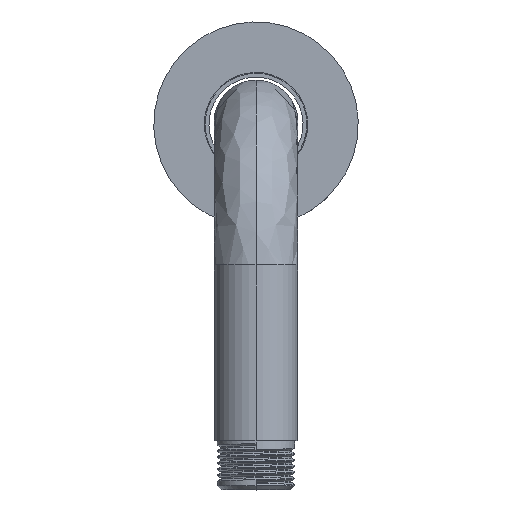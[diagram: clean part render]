
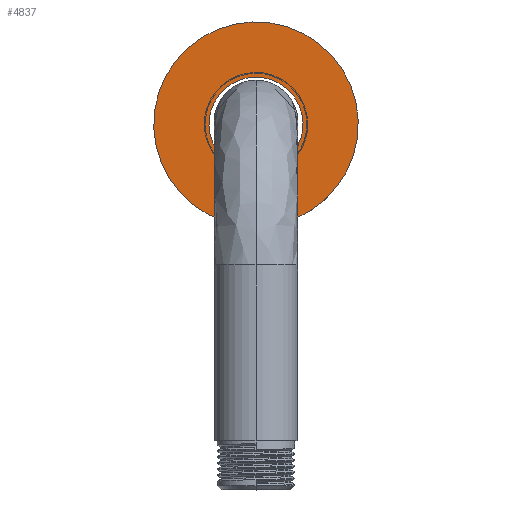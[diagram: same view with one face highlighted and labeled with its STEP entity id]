
A CAD part, top view. The second image highlights one B-rep face of the part: STEP entity #4837.
In plain terms, the highlighted planar face has unit normal (0, 0, 1).
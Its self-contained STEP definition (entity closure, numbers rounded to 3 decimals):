
#575 = DIRECTION ( 'NONE',  ( 1., 0., 0. ) ) ;
#610 = CARTESIAN_POINT ( 'NONE',  ( -11.5, 0., 4. ) ) ;
#764 = CARTESIAN_POINT ( 'NONE',  ( 0., 0., 4. ) ) ;
#791 = VERTEX_POINT ( 'NONE', #1691 ) ;
#874 = EDGE_LOOP ( 'NONE', ( #5558, #5992 ) ) ;
#996 = EDGE_CURVE ( 'NONE', #5771, #791, #1458, .T. ) ;
#1096 = PLANE ( 'NONE',  #6137 ) ;
#1185 = FACE_OUTER_BOUND ( 'NONE', #5475, .T. ) ;
#1458 = CIRCLE ( 'NONE', #3434, 25. ) ;
#1486 = CIRCLE ( 'NONE', #5100, 11.5 ) ;
#1649 = DIRECTION ( 'NONE',  ( 1., 0., 0. ) ) ;
#1655 = DIRECTION ( 'NONE',  ( 0., 0., 1. ) ) ;
#1691 = CARTESIAN_POINT ( 'NONE',  ( -25., 0., 4. ) ) ;
#1692 = EDGE_CURVE ( 'NONE', #791, #5771, #2428, .T. ) ;
#1815 = DIRECTION ( 'NONE',  ( 1., 0., 0. ) ) ;
#2428 = CIRCLE ( 'NONE', #5724, 25. ) ;
#2472 = DIRECTION ( 'NONE',  ( 0., 0., 1. ) ) ;
#2485 = VERTEX_POINT ( 'NONE', #610 ) ;
#2618 = EDGE_CURVE ( 'NONE', #5802, #2485, #5392, .T. ) ;
#2791 = DIRECTION ( 'NONE',  ( 1., 0., 0. ) ) ;
#3069 = CARTESIAN_POINT ( 'NONE',  ( 11.5, 0., 4. ) ) ;
#3140 = CARTESIAN_POINT ( 'NONE',  ( 0., 0., 4. ) ) ;
#3160 = FACE_BOUND ( 'NONE', #874, .T. ) ;
#3195 = CARTESIAN_POINT ( 'NONE',  ( 0., 0., 4. ) ) ;
#3235 = DIRECTION ( 'NONE',  ( 0., 0., 1. ) ) ;
#3427 = DIRECTION ( 'NONE',  ( 0., 0., 1. ) ) ;
#3434 = AXIS2_PLACEMENT_3D ( 'NONE', #3140, #1655, #5233 ) ;
#4491 = CARTESIAN_POINT ( 'NONE',  ( 0., 0., 4. ) ) ;
#4775 = CARTESIAN_POINT ( 'NONE',  ( 0., 0., 4. ) ) ;
#4837 = ADVANCED_FACE ( 'NONE', ( #1185, #3160 ), #1096, .T. ) ;
#4847 = AXIS2_PLACEMENT_3D ( 'NONE', #4491, #3427, #1815 ) ;
#4915 = ORIENTED_EDGE ( 'NONE', *, *, #996, .T. ) ;
#5085 = ORIENTED_EDGE ( 'NONE', *, *, #1692, .T. ) ;
#5100 = AXIS2_PLACEMENT_3D ( 'NONE', #764, #2472, #2791 ) ;
#5233 = DIRECTION ( 'NONE',  ( 1., 0., 0. ) ) ;
#5280 = DIRECTION ( 'NONE',  ( 0., 0., 1. ) ) ;
#5338 = EDGE_CURVE ( 'NONE', #2485, #5802, #1486, .T. ) ;
#5392 = CIRCLE ( 'NONE', #4847, 11.5 ) ;
#5475 = EDGE_LOOP ( 'NONE', ( #5085, #4915 ) ) ;
#5558 = ORIENTED_EDGE ( 'NONE', *, *, #5338, .F. ) ;
#5724 = AXIS2_PLACEMENT_3D ( 'NONE', #4775, #3235, #1649 ) ;
#5771 = VERTEX_POINT ( 'NONE', #6502 ) ;
#5802 = VERTEX_POINT ( 'NONE', #3069 ) ;
#5992 = ORIENTED_EDGE ( 'NONE', *, *, #2618, .F. ) ;
#6137 = AXIS2_PLACEMENT_3D ( 'NONE', #3195, #5280, #575 ) ;
#6502 = CARTESIAN_POINT ( 'NONE',  ( 25., 0., 4. ) ) ;
